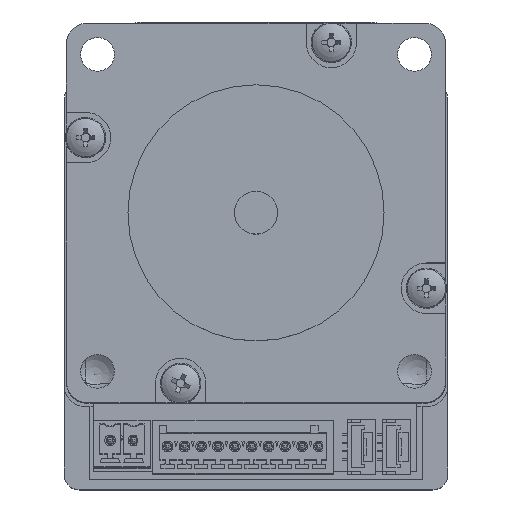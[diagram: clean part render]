
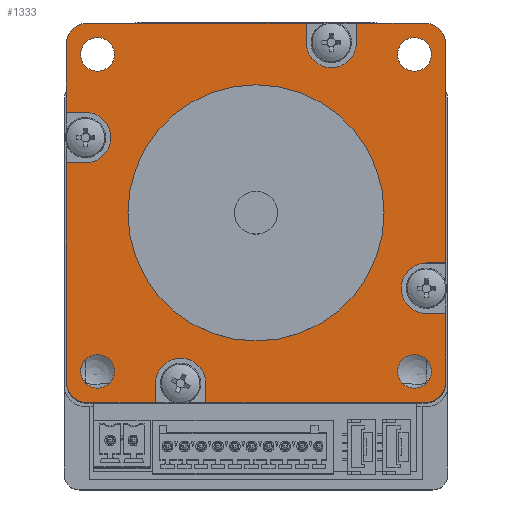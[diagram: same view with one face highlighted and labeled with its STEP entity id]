
A CAD part, top view. The second image highlights one B-rep face of the part: STEP entity #1333.
In plain terms, the highlighted planar face has unit normal (0, 0, 1).
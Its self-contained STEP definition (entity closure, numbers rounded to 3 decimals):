
#759=CARTESIAN_POINT('',(-28.2,25.2,11.0));
#760=VERTEX_POINT('',#759);
#767=CARTESIAN_POINT('',(-25.2,28.2,11.0));
#768=VERTEX_POINT('',#767);
#769=CARTESIAN_POINT('',(-25.2,25.2,11.0));
#770=DIRECTION('',(0.0,0.0,-1.0));
#771=DIRECTION('',(-0.707,0.707,0.0));
#772=AXIS2_PLACEMENT_3D('',#769,#770,#771);
#773=CIRCLE('',#772,3.0);
#774=EDGE_CURVE('',#760,#768,#773,.T.);
#801=CARTESIAN_POINT('',(25.2,28.2,11.0));
#802=VERTEX_POINT('',#801);
#809=CARTESIAN_POINT('',(28.2,25.2,11.0));
#810=VERTEX_POINT('',#809);
#811=CARTESIAN_POINT('',(25.2,25.2,11.0));
#812=DIRECTION('',(0.0,0.0,-1.0));
#813=DIRECTION('',(0.707,0.707,0.0));
#814=AXIS2_PLACEMENT_3D('',#811,#812,#813);
#815=CIRCLE('',#814,3.0);
#816=EDGE_CURVE('',#802,#810,#815,.T.);
#843=CARTESIAN_POINT('',(28.2,-25.2,11.0));
#844=VERTEX_POINT('',#843);
#851=CARTESIAN_POINT('',(25.2,-28.2,11.0));
#852=VERTEX_POINT('',#851);
#853=CARTESIAN_POINT('',(25.2,-25.2,11.0));
#854=DIRECTION('',(0.0,0.0,-1.0));
#855=DIRECTION('',(0.707,-0.707,0.0));
#856=AXIS2_PLACEMENT_3D('',#853,#854,#855);
#857=CIRCLE('',#856,3.0);
#858=EDGE_CURVE('',#844,#852,#857,.T.);
#885=CARTESIAN_POINT('',(-25.2,-28.2,11.0));
#886=VERTEX_POINT('',#885);
#893=CARTESIAN_POINT('',(-28.2,-25.2,11.0));
#894=VERTEX_POINT('',#893);
#895=CARTESIAN_POINT('',(-25.2,-25.2,11.0));
#896=DIRECTION('',(0.0,0.0,-1.0));
#897=DIRECTION('',(-0.707,-0.707,0.0));
#898=AXIS2_PLACEMENT_3D('',#895,#896,#897);
#899=CIRCLE('',#898,3.0);
#900=EDGE_CURVE('',#886,#894,#899,.T.);
#947=CARTESIAN_POINT('',(19.05,0.,11.0));
#948=VERTEX_POINT('',#947);
#949=CARTESIAN_POINT('',(0.0,0.0,11.0));
#950=DIRECTION('',(0.0,0.0,-1.0));
#951=DIRECTION('',(-1.0,0.0,0.0));
#952=AXIS2_PLACEMENT_3D('',#949,#950,#951);
#953=CIRCLE('',#952,19.05);
#954=EDGE_CURVE('',#948,#948,#953,.T.);
#975=CARTESIAN_POINT('',(-21.07,23.57,11.0));
#976=VERTEX_POINT('',#975);
#977=CARTESIAN_POINT('',(-23.57,23.57,11.));
#978=DIRECTION('',(0.0,0.0,-1.0));
#979=DIRECTION('',(1.0,0.0,0.0));
#980=AXIS2_PLACEMENT_3D('',#977,#978,#979);
#981=CIRCLE('',#980,2.5);
#982=EDGE_CURVE('',#976,#976,#981,.T.);
#1003=CARTESIAN_POINT('',(-21.07,-23.57,11.0));
#1004=VERTEX_POINT('',#1003);
#1005=CARTESIAN_POINT('',(-23.57,-23.57,11.));
#1006=DIRECTION('',(0.0,0.0,-1.0));
#1007=DIRECTION('',(1.0,0.0,0.0));
#1008=AXIS2_PLACEMENT_3D('',#1005,#1006,#1007);
#1009=CIRCLE('',#1008,2.5);
#1010=EDGE_CURVE('',#1004,#1004,#1009,.T.);
#1031=CARTESIAN_POINT('',(26.07,23.57,11.0));
#1032=VERTEX_POINT('',#1031);
#1033=CARTESIAN_POINT('',(23.57,23.57,11.));
#1034=DIRECTION('',(0.0,0.0,-1.0));
#1035=DIRECTION('',(1.0,0.0,0.0));
#1036=AXIS2_PLACEMENT_3D('',#1033,#1034,#1035);
#1037=CIRCLE('',#1036,2.5);
#1038=EDGE_CURVE('',#1032,#1032,#1037,.T.);
#1059=CARTESIAN_POINT('',(26.07,-23.57,11.0));
#1060=VERTEX_POINT('',#1059);
#1061=CARTESIAN_POINT('',(23.57,-23.57,11.));
#1062=DIRECTION('',(0.0,0.0,-1.0));
#1063=DIRECTION('',(1.0,0.0,0.0));
#1064=AXIS2_PLACEMENT_3D('',#1061,#1062,#1063);
#1065=CIRCLE('',#1064,2.5);
#1066=EDGE_CURVE('',#1060,#1060,#1065,.T.);
#1086=CARTESIAN_POINT('',(-14.95,-25.35,11.0));
#1087=VERTEX_POINT('',#1086);
#1094=CARTESIAN_POINT('',(-14.95,-28.2,11.0));
#1095=VERTEX_POINT('',#1094);
#1096=CARTESIAN_POINT('',(-14.95,-28.2,11.0));
#1097=DIRECTION('',(0.0,1.0,0.0));
#1098=VECTOR('',#1097,2.85);
#1099=LINE('',#1096,#1098);
#1100=EDGE_CURVE('',#1095,#1087,#1099,.T.);
#1125=CARTESIAN_POINT('',(-7.45,-25.35,11.0));
#1126=VERTEX_POINT('',#1125);
#1133=CARTESIAN_POINT('',(-11.2,-25.35,11.0));
#1134=DIRECTION('',(0.0,0.0,-1.0));
#1135=DIRECTION('',(1.0,0.0,0.0));
#1136=AXIS2_PLACEMENT_3D('',#1133,#1134,#1135);
#1137=CIRCLE('',#1136,3.75);
#1138=EDGE_CURVE('',#1087,#1126,#1137,.T.);
#1157=CARTESIAN_POINT('',(-7.45,-28.2,11.0));
#1158=VERTEX_POINT('',#1157);
#1165=CARTESIAN_POINT('',(-7.45,-25.35,11.0));
#1166=DIRECTION('',(0.0,-1.0,0.0));
#1167=VECTOR('',#1166,2.85);
#1168=LINE('',#1165,#1167);
#1169=EDGE_CURVE('',#1126,#1158,#1168,.T.);
#1175=CARTESIAN_POINT('',(0.0,0.0,11.0));
#1176=DIRECTION('',(0.0,0.0,1.0));
#1177=DIRECTION('',(1.0,0.0,0.0));
#1178=AXIS2_PLACEMENT_3D('',#1175,#1176,#1177);
#1179=PLANE('',#1178);
#1180=CARTESIAN_POINT('',(-28.2,14.95,11.0));
#1181=VERTEX_POINT('',#1180);
#1182=CARTESIAN_POINT('',(-25.35,14.95,11.0));
#1183=VERTEX_POINT('',#1182);
#1184=CARTESIAN_POINT('',(-28.2,14.95,11.0));
#1185=DIRECTION('',(1.0,0.0,0.0));
#1186=VECTOR('',#1185,2.85);
#1187=LINE('',#1184,#1186);
#1188=EDGE_CURVE('',#1181,#1183,#1187,.T.);
#1189=ORIENTED_EDGE('',*,*,#1188,.T.);
#1190=CARTESIAN_POINT('',(-25.35,7.45,11.0));
#1191=VERTEX_POINT('',#1190);
#1192=CARTESIAN_POINT('',(-25.35,11.2,11.0));
#1193=DIRECTION('',(0.0,0.0,-1.0));
#1194=DIRECTION('',(0.0,-1.0,0.0));
#1195=AXIS2_PLACEMENT_3D('',#1192,#1193,#1194);
#1196=CIRCLE('',#1195,3.75);
#1197=EDGE_CURVE('',#1183,#1191,#1196,.T.);
#1198=ORIENTED_EDGE('',*,*,#1197,.T.);
#1199=CARTESIAN_POINT('',(-28.2,7.45,11.0));
#1200=VERTEX_POINT('',#1199);
#1201=CARTESIAN_POINT('',(-25.35,7.45,11.0));
#1202=DIRECTION('',(-1.0,0.0,0.0));
#1203=VECTOR('',#1202,2.85);
#1204=LINE('',#1201,#1203);
#1205=EDGE_CURVE('',#1191,#1200,#1204,.T.);
#1206=ORIENTED_EDGE('',*,*,#1205,.T.);
#1207=CARTESIAN_POINT('',(-28.2,-25.2,11.0));
#1208=DIRECTION('',(0.0,1.0,0.0));
#1209=VECTOR('',#1208,32.65);
#1210=LINE('',#1207,#1209);
#1211=EDGE_CURVE('',#894,#1200,#1210,.T.);
#1212=ORIENTED_EDGE('',*,*,#1211,.F.);
#1213=ORIENTED_EDGE('',*,*,#900,.F.);
#1214=CARTESIAN_POINT('',(-14.95,-28.2,11.0));
#1215=DIRECTION('',(-1.0,0.0,0.0));
#1216=VECTOR('',#1215,10.25);
#1217=LINE('',#1214,#1216);
#1218=EDGE_CURVE('',#1095,#886,#1217,.T.);
#1219=ORIENTED_EDGE('',*,*,#1218,.F.);
#1220=ORIENTED_EDGE('',*,*,#1100,.T.);
#1221=ORIENTED_EDGE('',*,*,#1138,.T.);
#1222=ORIENTED_EDGE('',*,*,#1169,.T.);
#1223=CARTESIAN_POINT('',(25.2,-28.2,11.0));
#1224=DIRECTION('',(-1.0,0.0,0.0));
#1225=VECTOR('',#1224,32.65);
#1226=LINE('',#1223,#1225);
#1227=EDGE_CURVE('',#852,#1158,#1226,.T.);
#1228=ORIENTED_EDGE('',*,*,#1227,.F.);
#1229=ORIENTED_EDGE('',*,*,#858,.F.);
#1230=CARTESIAN_POINT('',(28.2,-14.95,11.0));
#1231=VERTEX_POINT('',#1230);
#1232=CARTESIAN_POINT('',(28.2,-14.95,11.0));
#1233=DIRECTION('',(0.0,-1.0,0.0));
#1234=VECTOR('',#1233,10.25);
#1235=LINE('',#1232,#1234);
#1236=EDGE_CURVE('',#1231,#844,#1235,.T.);
#1237=ORIENTED_EDGE('',*,*,#1236,.F.);
#1238=CARTESIAN_POINT('',(25.35,-14.95,11.0));
#1239=VERTEX_POINT('',#1238);
#1240=CARTESIAN_POINT('',(28.2,-14.95,11.0));
#1241=DIRECTION('',(-1.0,0.0,0.0));
#1242=VECTOR('',#1241,2.85);
#1243=LINE('',#1240,#1242);
#1244=EDGE_CURVE('',#1231,#1239,#1243,.T.);
#1245=ORIENTED_EDGE('',*,*,#1244,.T.);
#1246=CARTESIAN_POINT('',(25.35,-7.45,11.0));
#1247=VERTEX_POINT('',#1246);
#1248=CARTESIAN_POINT('',(25.35,-11.2,11.0));
#1249=DIRECTION('',(0.0,0.0,-1.0));
#1250=DIRECTION('',(0.0,1.0,0.0));
#1251=AXIS2_PLACEMENT_3D('',#1248,#1249,#1250);
#1252=CIRCLE('',#1251,3.75);
#1253=EDGE_CURVE('',#1239,#1247,#1252,.T.);
#1254=ORIENTED_EDGE('',*,*,#1253,.T.);
#1255=CARTESIAN_POINT('',(28.2,-7.45,11.0));
#1256=VERTEX_POINT('',#1255);
#1257=CARTESIAN_POINT('',(25.35,-7.45,11.0));
#1258=DIRECTION('',(1.0,0.0,0.0));
#1259=VECTOR('',#1258,2.85);
#1260=LINE('',#1257,#1259);
#1261=EDGE_CURVE('',#1247,#1256,#1260,.T.);
#1262=ORIENTED_EDGE('',*,*,#1261,.T.);
#1263=CARTESIAN_POINT('',(28.2,25.2,11.0));
#1264=DIRECTION('',(0.0,-1.0,0.0));
#1265=VECTOR('',#1264,32.65);
#1266=LINE('',#1263,#1265);
#1267=EDGE_CURVE('',#810,#1256,#1266,.T.);
#1268=ORIENTED_EDGE('',*,*,#1267,.F.);
#1269=ORIENTED_EDGE('',*,*,#816,.F.);
#1270=CARTESIAN_POINT('',(14.95,28.2,11.0));
#1271=VERTEX_POINT('',#1270);
#1272=CARTESIAN_POINT('',(14.95,28.2,11.0));
#1273=DIRECTION('',(1.0,0.0,0.0));
#1274=VECTOR('',#1273,10.25);
#1275=LINE('',#1272,#1274);
#1276=EDGE_CURVE('',#1271,#802,#1275,.T.);
#1277=ORIENTED_EDGE('',*,*,#1276,.F.);
#1278=CARTESIAN_POINT('',(14.95,25.35,11.0));
#1279=VERTEX_POINT('',#1278);
#1280=CARTESIAN_POINT('',(14.95,28.2,11.0));
#1281=DIRECTION('',(0.0,-1.0,0.0));
#1282=VECTOR('',#1281,2.85);
#1283=LINE('',#1280,#1282);
#1284=EDGE_CURVE('',#1271,#1279,#1283,.T.);
#1285=ORIENTED_EDGE('',*,*,#1284,.T.);
#1286=CARTESIAN_POINT('',(7.45,25.35,11.0));
#1287=VERTEX_POINT('',#1286);
#1288=CARTESIAN_POINT('',(11.2,25.35,11.0));
#1289=DIRECTION('',(0.0,0.0,-1.0));
#1290=DIRECTION('',(-1.0,0.0,0.0));
#1291=AXIS2_PLACEMENT_3D('',#1288,#1289,#1290);
#1292=CIRCLE('',#1291,3.75);
#1293=EDGE_CURVE('',#1279,#1287,#1292,.T.);
#1294=ORIENTED_EDGE('',*,*,#1293,.T.);
#1295=CARTESIAN_POINT('',(7.45,28.2,11.0));
#1296=VERTEX_POINT('',#1295);
#1297=CARTESIAN_POINT('',(7.45,25.35,11.0));
#1298=DIRECTION('',(0.0,1.0,0.0));
#1299=VECTOR('',#1298,2.85);
#1300=LINE('',#1297,#1299);
#1301=EDGE_CURVE('',#1287,#1296,#1300,.T.);
#1302=ORIENTED_EDGE('',*,*,#1301,.T.);
#1303=CARTESIAN_POINT('',(-25.2,28.2,11.0));
#1304=DIRECTION('',(1.0,0.0,0.0));
#1305=VECTOR('',#1304,32.65);
#1306=LINE('',#1303,#1305);
#1307=EDGE_CURVE('',#768,#1296,#1306,.T.);
#1308=ORIENTED_EDGE('',*,*,#1307,.F.);
#1309=ORIENTED_EDGE('',*,*,#774,.F.);
#1310=CARTESIAN_POINT('',(-28.2,14.95,11.0));
#1311=DIRECTION('',(0.0,1.0,0.0));
#1312=VECTOR('',#1311,10.25);
#1313=LINE('',#1310,#1312);
#1314=EDGE_CURVE('',#1181,#760,#1313,.T.);
#1315=ORIENTED_EDGE('',*,*,#1314,.F.);
#1316=EDGE_LOOP('',(#1189,#1198,#1206,#1212,#1213,#1219,#1220,#1221,#1222,#1228,#1229,#1237,#1245,#1254,#1262,#1268,#1269,#1277,#1285,#1294,#1302,#1308,#1309,#1315));
#1317=FACE_OUTER_BOUND('',#1316,.T.);
#1318=ORIENTED_EDGE('',*,*,#1066,.T.);
#1319=EDGE_LOOP('',(#1318));
#1320=FACE_BOUND('',#1319,.T.);
#1321=ORIENTED_EDGE('',*,*,#1038,.T.);
#1322=EDGE_LOOP('',(#1321));
#1323=FACE_BOUND('',#1322,.T.);
#1324=ORIENTED_EDGE('',*,*,#1010,.T.);
#1325=EDGE_LOOP('',(#1324));
#1326=FACE_BOUND('',#1325,.T.);
#1327=ORIENTED_EDGE('',*,*,#982,.T.);
#1328=EDGE_LOOP('',(#1327));
#1329=FACE_BOUND('',#1328,.T.);
#1330=ORIENTED_EDGE('',*,*,#954,.T.);
#1331=EDGE_LOOP('',(#1330));
#1332=FACE_BOUND('',#1331,.T.);
#1333=ADVANCED_FACE('',(#1317,#1320,#1323,#1326,#1329,#1332),#1179,.T.);
